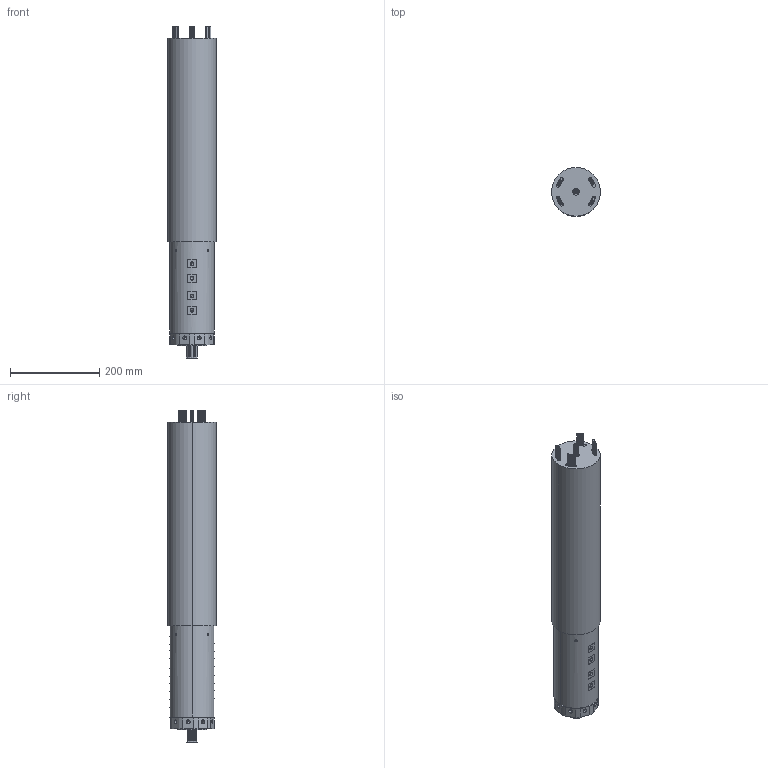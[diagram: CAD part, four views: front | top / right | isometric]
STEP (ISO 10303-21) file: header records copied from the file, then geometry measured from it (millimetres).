
FILE_DESCRIPTION (( 'STEP AP203' ), '1' );
FILE_NAME ('RX00714003.STEP', '2020-07-16T01:40:20', ( '微软用户' ), ( '微软中国' ), 'SwSTEP 2.0', 'SolidWorks 2014', '' );
FILE_SCHEMA (( 'CONFIG_CONTROL_DESIGN' ));
Length unit declared in the file: millimetre
Products named in the file (1): RX00714003
Bounding box: 109 x 109 x 744 mm (x, y, z)
Volume: 6009613.5 mm3; surface area: 295464.9 mm2
Topology: 1 solids, 1 shells, 1131 faces, 2350 edges, 1515 vertices
Faces by surface type: cylinder 707, plane 362, cone 62
Entity records: 30547 total; most frequent: DIRECTION 5968, CARTESIAN_POINT 5183, ORIENTED_EDGE 4576, AXIS2_PLACEMENT_3D 2556, EDGE_CURVE 2288, VERTEX_POINT 1515, EDGE_LOOP 1487, CIRCLE 1424
